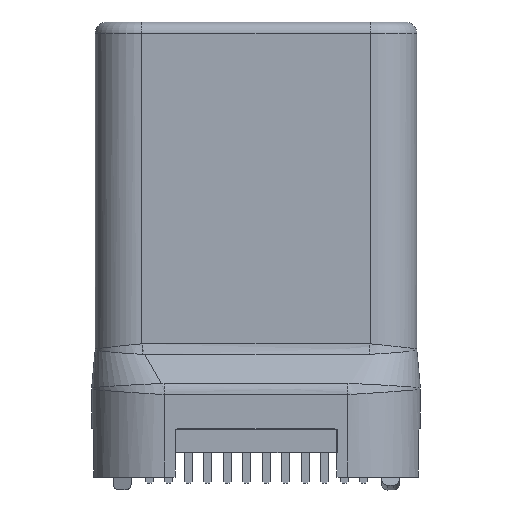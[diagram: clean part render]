
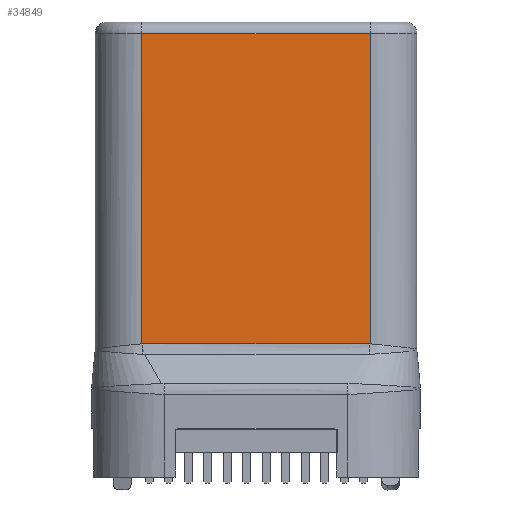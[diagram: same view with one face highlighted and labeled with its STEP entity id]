
A CAD part, front view. The second image highlights one B-rep face of the part: STEP entity #34849.
In plain terms, the highlighted face is planar.
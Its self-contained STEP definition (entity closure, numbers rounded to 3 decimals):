
#3433 = ORIENTED_EDGE ( 'NONE', *, *, #71033, .T. ) ;
#4614 = CARTESIAN_POINT ( 'NONE',  ( -2.925, -3.418, -1.2 ) ) ;
#5414 = CARTESIAN_POINT ( 'NONE',  ( 2.925, -3.418, -1.2 ) ) ;
#5481 = VERTEX_POINT ( 'NONE', #42096 ) ;
#6016 = AXIS2_PLACEMENT_3D ( 'NONE', #74889, #45037, #68830 ) ;
#6476 = LINE ( 'NONE', #62509, #8909 ) ;
#7039 = ORIENTED_EDGE ( 'NONE', *, *, #41653, .T. ) ;
#8909 = VECTOR ( 'NONE', #61719, 1000. ) ;
#9643 = CARTESIAN_POINT ( 'NONE',  ( -2.925, -11.37, -1.2 ) ) ;
#10814 = ORIENTED_EDGE ( 'NONE', *, *, #56481, .T. ) ;
#17114 = CARTESIAN_POINT ( 'NONE',  ( -2.072, -3.42, -1.2 ) ) ;
#18136 = DIRECTION ( 'NONE',  ( 0., 1., 0. ) ) ;
#24972 = CARTESIAN_POINT ( 'NONE',  ( -2.925, -11.67, -1.2 ) ) ;
#27328 = DIRECTION ( 'NONE',  ( -1., 0., 0. ) ) ;
#28803 = CARTESIAN_POINT ( 'NONE',  ( -2.681, -3.42, -1.2 ) ) ;
#29202 = CARTESIAN_POINT ( 'NONE',  ( -2.864, -3.422, -1.2 ) ) ;
#29597 = CARTESIAN_POINT ( 'NONE',  ( 1.219, -3.42, -1.2 ) ) ;
#30038 = CARTESIAN_POINT ( 'NONE',  ( 2.925, -11.37, -1.2 ) ) ;
#34215 = VECTOR ( 'NONE', #18136, 1000. ) ;
#34849 = ADVANCED_FACE ( 'NONE', ( #38972 ), #63592, .F. ) ;
#36425 = CARTESIAN_POINT ( 'NONE',  ( -2.803, -3.42, -1.2 ) ) ;
#37692 = EDGE_CURVE ( 'NONE', #67166, #71657, #6476, .T. ) ;
#38972 = FACE_OUTER_BOUND ( 'NONE', #39730, .T. ) ;
#39730 = EDGE_LOOP ( 'NONE', ( #51125, #10814, #3433, #7039 ) ) ;
#41460 = VECTOR ( 'NONE', #27328, 1000. ) ;
#41653 = EDGE_CURVE ( 'NONE', #5481, #71657, #59980, .T. ) ;
#41705 = CARTESIAN_POINT ( 'NONE',  ( 2.072, -3.42, -1.2 ) ) ;
#42096 = CARTESIAN_POINT ( 'NONE',  ( -2.925, -3.418, -1.2 ) ) ;
#42327 = LINE ( 'NONE', #24972, #34215 ) ;
#45037 = DIRECTION ( 'NONE',  ( 0., 0., 1. ) ) ;
#47777 = CARTESIAN_POINT ( 'NONE',  ( 2.864, -3.422, -1.2 ) ) ;
#50378 = LINE ( 'NONE', #50781, #41460 ) ;
#50781 = CARTESIAN_POINT ( 'NONE',  ( -2.925, -11.37, -1.2 ) ) ;
#51125 = ORIENTED_EDGE ( 'NONE', *, *, #37692, .F. ) ;
#53453 = CARTESIAN_POINT ( 'NONE',  ( 2.681, -3.42, -1.2 ) ) ;
#55026 = CARTESIAN_POINT ( 'NONE',  ( -2.498, -3.42, -1.2 ) ) ;
#56481 = EDGE_CURVE ( 'NONE', #67166, #59923, #50378, .T. ) ;
#59923 = VERTEX_POINT ( 'NONE', #9643 ) ;
#59980 = B_SPLINE_CURVE_WITH_KNOTS ( 'NONE', 3,
 ( #4614, #29202, #36425, #28803, #55026, #17114, #66705, #61061, #29597, #41705, #65516, #53453, #66313, #47777, #5414 ),
 .UNSPECIFIED., .F., .F.,
 ( 4, 2, 1, 1, 1, 1, 1, 1, 1, 2, 4 ),
 ( 0., 0., 0., 0.001, 0.001, 0.003, 0.004, 0.005, 0.005, 0.006, 0.006 ),
 .UNSPECIFIED. ) ;
#61061 = CARTESIAN_POINT ( 'NONE',  ( 0., -3.42, -1.2 ) ) ;
#61719 = DIRECTION ( 'NONE',  ( 0., 1., 0. ) ) ;
#62509 = CARTESIAN_POINT ( 'NONE',  ( 2.925, -11.67, -1.2 ) ) ;
#63592 = PLANE ( 'NONE',  #6016 ) ;
#65516 = CARTESIAN_POINT ( 'NONE',  ( 2.498, -3.42, -1.2 ) ) ;
#66241 = CARTESIAN_POINT ( 'NONE',  ( 2.925, -3.418, -1.2 ) ) ;
#66313 = CARTESIAN_POINT ( 'NONE',  ( 2.803, -3.42, -1.2 ) ) ;
#66705 = CARTESIAN_POINT ( 'NONE',  ( -1.219, -3.42, -1.2 ) ) ;
#67166 = VERTEX_POINT ( 'NONE', #30038 ) ;
#68830 = DIRECTION ( 'NONE',  ( 1., 0., 0. ) ) ;
#71033 = EDGE_CURVE ( 'NONE', #59923, #5481, #42327, .T. ) ;
#71657 = VERTEX_POINT ( 'NONE', #66241 ) ;
#74889 = CARTESIAN_POINT ( 'NONE',  ( -2.925, -11.67, -1.2 ) ) ;
